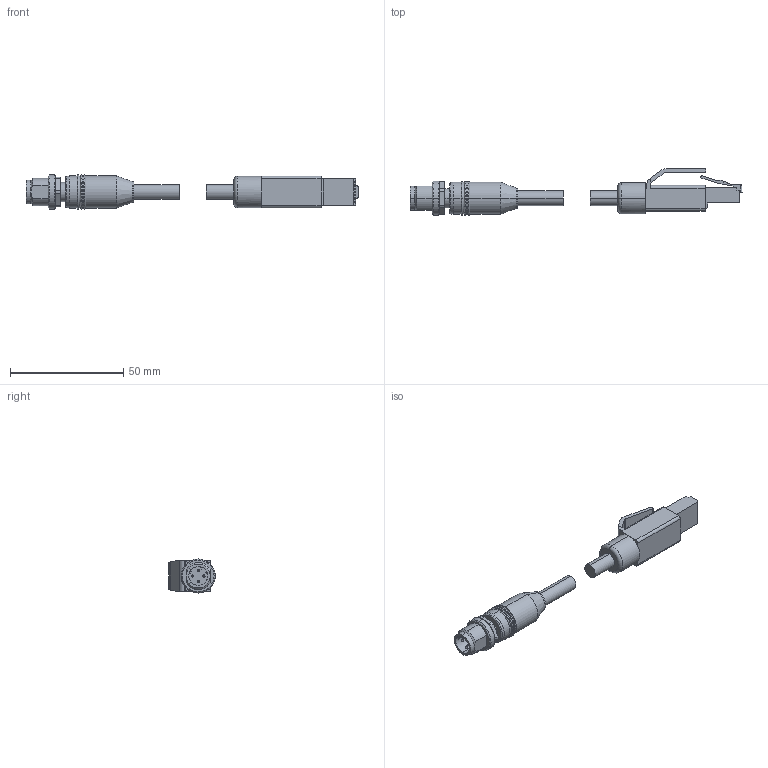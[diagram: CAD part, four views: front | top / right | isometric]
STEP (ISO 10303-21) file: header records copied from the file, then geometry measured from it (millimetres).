
FILE_DESCRIPTION (( 'STEP AP214' ), '1' );
FILE_NAME ('7700-44711-S4U0100.step', '2017-05-04T11:25:09', ( '' ), ( '' ), 'SwSTEP 2.0', 'SolidWorks 2017', '' );
FILE_SCHEMA (( 'AUTOMOTIVE_DESIGN' ));
Length unit declared in the file: inch
Products named in the file (3): 7700-44711-S4U0100_RJ45; 7700-44711-S4U0100_MALE; 7700-44711-S4U0100
Assembly tree (2 placements, depth 2):
  7700-44711-S4U0100
    7700-44711-S4U0100_MALE
    7700-44711-S4U0100_RJ45
Bounding box: 146.33 x 20.46 x 15 mm (x, y, z)
Volume: 14681 mm3; surface area: 7273.8 mm2
Topology: 4 solids, 4 shells, 230 faces, 570 edges, 359 vertices
Faces by surface type: plane 121, cylinder 67, bspline 16, cone 16, torus 10
Entity records: 7198 total; most frequent: CARTESIAN_POINT 1524, DIRECTION 1181, ORIENTED_EDGE 1140, EDGE_CURVE 570, AXIS2_PLACEMENT_3D 424, VERTEX_POINT 359, VECTOR 333, LINE 333
